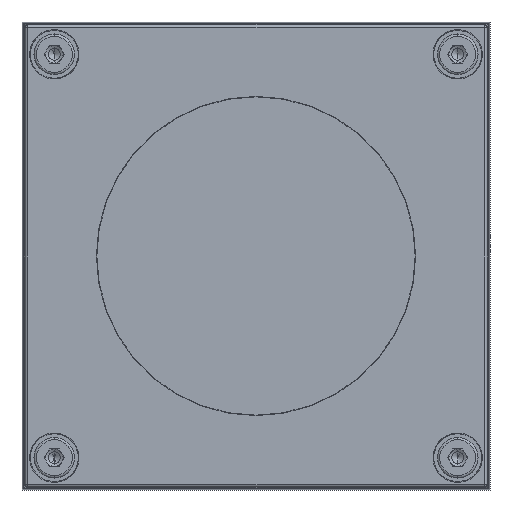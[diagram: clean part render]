
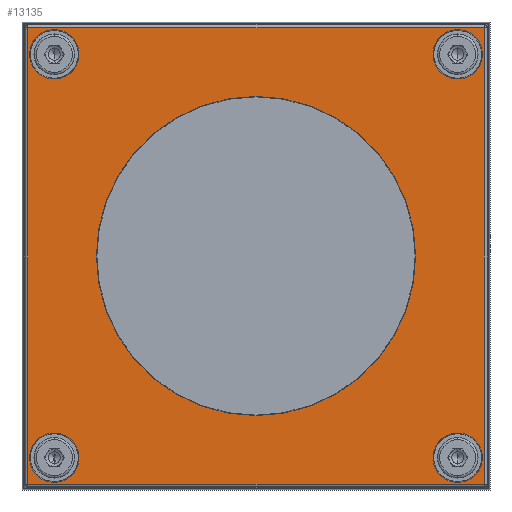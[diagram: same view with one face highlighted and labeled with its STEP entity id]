
A CAD part, front view. The second image highlights one B-rep face of the part: STEP entity #13135.
In plain terms, the highlighted planar face has unit normal (0, -1, 0).
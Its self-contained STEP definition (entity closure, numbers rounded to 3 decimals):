
#129 = CIRCLE ( 'NONE', #10740, 4.25 ) ;
#400 = VERTEX_POINT ( 'NONE', #4368 ) ;
#509 = CIRCLE ( 'NONE', #16449, 4.25 ) ;
#636 = AXIS2_PLACEMENT_3D ( 'NONE', #7478, #9824, #26314 ) ;
#733 = LINE ( 'NONE', #13325, #4470 ) ;
#886 = DIRECTION ( 'NONE',  ( 0., 0., 1. ) ) ;
#1097 = FACE_OUTER_BOUND ( 'NONE', #8138, .T. ) ;
#1371 = FACE_BOUND ( 'NONE', #5865, .T. ) ;
#1417 = CARTESIAN_POINT ( 'NONE',  ( 0.67, -122., 0. ) ) ;
#2021 = DIRECTION ( 'NONE',  ( 0., -1., 0. ) ) ;
#2044 = AXIS2_PLACEMENT_3D ( 'NONE', #3656, #13642, #14067 ) ;
#2241 = DIRECTION ( 'NONE',  ( 0., -1., 0. ) ) ;
#2242 = CARTESIAN_POINT ( 'NONE',  ( 74.75, -122., -79. ) ) ;
#2580 = ORIENTED_EDGE ( 'NONE', *, *, #5608, .F. ) ;
#2793 = EDGE_LOOP ( 'NONE', ( #10705, #6677 ) ) ;
#2948 = CARTESIAN_POINT ( 'NONE',  ( 79.33, -122., -79.33 ) ) ;
#3169 = PLANE ( 'NONE',  #636 ) ;
#3200 = EDGE_CURVE ( 'NONE', #400, #21719, #11205, .T. ) ;
#3459 = ORIENTED_EDGE ( 'NONE', *, *, #3200, .F. ) ;
#3656 = CARTESIAN_POINT ( 'NONE',  ( 5.25, -122., -74.75 ) ) ;
#3663 = CARTESIAN_POINT ( 'NONE',  ( 79.33, -122., -0.67 ) ) ;
#3694 = AXIS2_PLACEMENT_3D ( 'NONE', #14624, #2021, #3960 ) ;
#3792 = LINE ( 'NONE', #12380, #13170 ) ;
#3960 = DIRECTION ( 'NONE',  ( 0., 0., 1. ) ) ;
#4067 = DIRECTION ( 'NONE',  ( 0., -1., 0. ) ) ;
#4217 = EDGE_CURVE ( 'NONE', #19018, #12605, #11947, .T. ) ;
#4368 = CARTESIAN_POINT ( 'NONE',  ( 40., -122., -67.5 ) ) ;
#4470 = VECTOR ( 'NONE', #24273, 1000. ) ;
#4495 = CARTESIAN_POINT ( 'NONE',  ( 74.75, -122., -9.5 ) ) ;
#4784 = ORIENTED_EDGE ( 'NONE', *, *, #8261, .F. ) ;
#4957 = CARTESIAN_POINT ( 'NONE',  ( 74.75, -122., -1. ) ) ;
#5015 = EDGE_CURVE ( 'NONE', #8933, #21628, #15638, .T. ) ;
#5533 = AXIS2_PLACEMENT_3D ( 'NONE', #13176, #2241, #6387 ) ;
#5608 = EDGE_CURVE ( 'NONE', #21719, #400, #13766, .T. ) ;
#5634 = CARTESIAN_POINT ( 'NONE',  ( 40., -122., -40. ) ) ;
#5684 = VERTEX_POINT ( 'NONE', #2948 ) ;
#5713 = CARTESIAN_POINT ( 'NONE',  ( 74.75, -122., -70.5 ) ) ;
#5727 = EDGE_CURVE ( 'NONE', #26940, #5684, #733, .T. ) ;
#5865 = EDGE_LOOP ( 'NONE', ( #19384, #11617 ) ) ;
#5866 = EDGE_CURVE ( 'NONE', #11009, #7023, #509, .T. ) ;
#6387 = DIRECTION ( 'NONE',  ( 0., 0., 1. ) ) ;
#6516 = EDGE_LOOP ( 'NONE', ( #17746, #4784 ) ) ;
#6629 = DIRECTION ( 'NONE',  ( 0., -1., 0. ) ) ;
#6677 = ORIENTED_EDGE ( 'NONE', *, *, #5866, .F. ) ;
#7023 = VERTEX_POINT ( 'NONE', #4495 ) ;
#7478 = CARTESIAN_POINT ( 'NONE',  ( 0., -122., 0. ) ) ;
#7591 = EDGE_CURVE ( 'NONE', #7023, #11009, #17929, .T. ) ;
#8138 = EDGE_LOOP ( 'NONE', ( #14406, #20674, #12310, #11705 ) ) ;
#8261 = EDGE_CURVE ( 'NONE', #10142, #16646, #25869, .T. ) ;
#8475 = EDGE_LOOP ( 'NONE', ( #3459, #2580 ) ) ;
#8919 = AXIS2_PLACEMENT_3D ( 'NONE', #23032, #4067, #12511 ) ;
#8933 = VERTEX_POINT ( 'NONE', #2242 ) ;
#9095 = VECTOR ( 'NONE', #10119, 1000. ) ;
#9362 = CARTESIAN_POINT ( 'NONE',  ( 5.25, -122., -79. ) ) ;
#9557 = FACE_BOUND ( 'NONE', #2793, .T. ) ;
#9584 = ORIENTED_EDGE ( 'NONE', *, *, #23958, .F. ) ;
#9772 = CARTESIAN_POINT ( 'NONE',  ( 5.25, -122., -5.25 ) ) ;
#9824 = DIRECTION ( 'NONE',  ( 0., 1., 0. ) ) ;
#10119 = DIRECTION ( 'NONE',  ( -1., 0., 0. ) ) ;
#10142 = VERTEX_POINT ( 'NONE', #23594 ) ;
#10383 = LINE ( 'NONE', #22565, #9095 ) ;
#10705 = ORIENTED_EDGE ( 'NONE', *, *, #7591, .F. ) ;
#10740 = AXIS2_PLACEMENT_3D ( 'NONE', #9772, #26956, #17964 ) ;
#10925 = AXIS2_PLACEMENT_3D ( 'NONE', #14741, #21126, #17625 ) ;
#11009 = VERTEX_POINT ( 'NONE', #4957 ) ;
#11205 = CIRCLE ( 'NONE', #14749, 27.5 ) ;
#11284 = CIRCLE ( 'NONE', #5533, 4.25 ) ;
#11617 = ORIENTED_EDGE ( 'NONE', *, *, #5015, .F. ) ;
#11705 = ORIENTED_EDGE ( 'NONE', *, *, #5727, .T. ) ;
#11870 = DIRECTION ( 'NONE',  ( 0., 0., -1. ) ) ;
#11947 = CIRCLE ( 'NONE', #22088, 4.25 ) ;
#12310 = ORIENTED_EDGE ( 'NONE', *, *, #20446, .T. ) ;
#12380 = CARTESIAN_POINT ( 'NONE',  ( 79.33, -122., 0. ) ) ;
#12511 = DIRECTION ( 'NONE',  ( 0., 0., -1. ) ) ;
#12594 = CARTESIAN_POINT ( 'NONE',  ( 74.75, -122., -5.25 ) ) ;
#12605 = VERTEX_POINT ( 'NONE', #17826 ) ;
#12619 = AXIS2_PLACEMENT_3D ( 'NONE', #12594, #6629, #18847 ) ;
#13135 = ADVANCED_FACE ( 'NONE', ( #22280, #1371, #15920, #9557, #26596, #1097 ), #3169, .F. ) ;
#13170 = VECTOR ( 'NONE', #14311, 1000. ) ;
#13176 = CARTESIAN_POINT ( 'NONE',  ( 74.75, -122., -74.75 ) ) ;
#13325 = CARTESIAN_POINT ( 'NONE',  ( 0., -122., -79.33 ) ) ;
#13642 = DIRECTION ( 'NONE',  ( 0., -1., 0. ) ) ;
#13766 = CIRCLE ( 'NONE', #8919, 27.5 ) ;
#13878 = DIRECTION ( 'NONE',  ( 0., -1., 0. ) ) ;
#14029 = DIRECTION ( 'NONE',  ( 0., 0., -1. ) ) ;
#14067 = DIRECTION ( 'NONE',  ( 0., 0., -1. ) ) ;
#14311 = DIRECTION ( 'NONE',  ( 0., 0., 1. ) ) ;
#14396 = VECTOR ( 'NONE', #20400, 1000. ) ;
#14406 = ORIENTED_EDGE ( 'NONE', *, *, #20106, .T. ) ;
#14624 = CARTESIAN_POINT ( 'NONE',  ( 74.75, -122., -74.75 ) ) ;
#14741 = CARTESIAN_POINT ( 'NONE',  ( 5.25, -122., -74.75 ) ) ;
#14749 = AXIS2_PLACEMENT_3D ( 'NONE', #5634, #20189, #11870 ) ;
#14871 = EDGE_LOOP ( 'NONE', ( #9584, #17350 ) ) ;
#15638 = CIRCLE ( 'NONE', #3694, 4.25 ) ;
#15920 = FACE_BOUND ( 'NONE', #6516, .T. ) ;
#16449 = AXIS2_PLACEMENT_3D ( 'NONE', #26633, #13878, #14029 ) ;
#16646 = VERTEX_POINT ( 'NONE', #9362 ) ;
#17048 = CARTESIAN_POINT ( 'NONE',  ( 5.25, -122., -9.5 ) ) ;
#17350 = ORIENTED_EDGE ( 'NONE', *, *, #4217, .F. ) ;
#17625 = DIRECTION ( 'NONE',  ( 0., 0., -1. ) ) ;
#17746 = ORIENTED_EDGE ( 'NONE', *, *, #25648, .F. ) ;
#17826 = CARTESIAN_POINT ( 'NONE',  ( 5.25, -122., -1. ) ) ;
#17929 = CIRCLE ( 'NONE', #12619, 4.25 ) ;
#17964 = DIRECTION ( 'NONE',  ( 0., 0., 1. ) ) ;
#18730 = LINE ( 'NONE', #1417, #14396 ) ;
#18847 = DIRECTION ( 'NONE',  ( 0., 0., -1. ) ) ;
#19018 = VERTEX_POINT ( 'NONE', #17048 ) ;
#19384 = ORIENTED_EDGE ( 'NONE', *, *, #24469, .F. ) ;
#19880 = DIRECTION ( 'NONE',  ( 0., -1., 0. ) ) ;
#20106 = EDGE_CURVE ( 'NONE', #5684, #26604, #3792, .T. ) ;
#20189 = DIRECTION ( 'NONE',  ( 0., -1., 0. ) ) ;
#20400 = DIRECTION ( 'NONE',  ( 0., 0., -1. ) ) ;
#20446 = EDGE_CURVE ( 'NONE', #24480, #26940, #18730, .T. ) ;
#20674 = ORIENTED_EDGE ( 'NONE', *, *, #24747, .T. ) ;
#21126 = DIRECTION ( 'NONE',  ( 0., -1., 0. ) ) ;
#21213 = CARTESIAN_POINT ( 'NONE',  ( 0.67, -122., -0.67 ) ) ;
#21533 = CIRCLE ( 'NONE', #10925, 4.25 ) ;
#21628 = VERTEX_POINT ( 'NONE', #5713 ) ;
#21719 = VERTEX_POINT ( 'NONE', #25366 ) ;
#22088 = AXIS2_PLACEMENT_3D ( 'NONE', #26237, #19880, #886 ) ;
#22280 = FACE_BOUND ( 'NONE', #14871, .T. ) ;
#22565 = CARTESIAN_POINT ( 'NONE',  ( 0., -122., -0.67 ) ) ;
#23032 = CARTESIAN_POINT ( 'NONE',  ( 40., -122., -40. ) ) ;
#23594 = CARTESIAN_POINT ( 'NONE',  ( 5.25, -122., -70.5 ) ) ;
#23958 = EDGE_CURVE ( 'NONE', #12605, #19018, #129, .T. ) ;
#24273 = DIRECTION ( 'NONE',  ( 1., 0., 0. ) ) ;
#24469 = EDGE_CURVE ( 'NONE', #21628, #8933, #11284, .T. ) ;
#24480 = VERTEX_POINT ( 'NONE', #21213 ) ;
#24747 = EDGE_CURVE ( 'NONE', #26604, #24480, #10383, .T. ) ;
#25366 = CARTESIAN_POINT ( 'NONE',  ( 40., -122., -12.5 ) ) ;
#25648 = EDGE_CURVE ( 'NONE', #16646, #10142, #21533, .T. ) ;
#25869 = CIRCLE ( 'NONE', #2044, 4.25 ) ;
#26237 = CARTESIAN_POINT ( 'NONE',  ( 5.25, -122., -5.25 ) ) ;
#26314 = DIRECTION ( 'NONE',  ( 1., 0., 0. ) ) ;
#26596 = FACE_BOUND ( 'NONE', #8475, .T. ) ;
#26604 = VERTEX_POINT ( 'NONE', #3663 ) ;
#26633 = CARTESIAN_POINT ( 'NONE',  ( 74.75, -122., -5.25 ) ) ;
#26646 = CARTESIAN_POINT ( 'NONE',  ( 0.67, -122., -79.33 ) ) ;
#26940 = VERTEX_POINT ( 'NONE', #26646 ) ;
#26956 = DIRECTION ( 'NONE',  ( 0., -1., 0. ) ) ;
